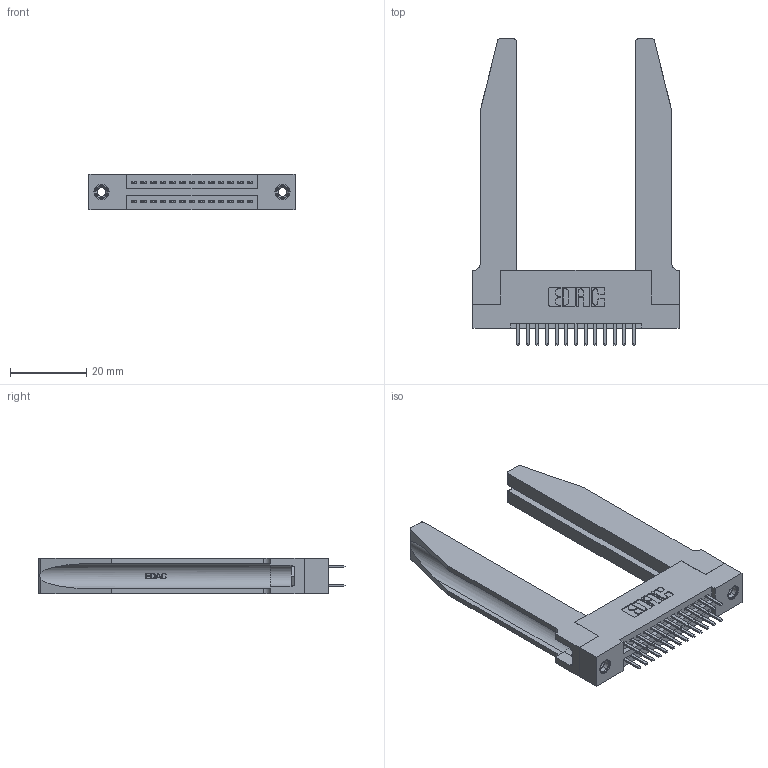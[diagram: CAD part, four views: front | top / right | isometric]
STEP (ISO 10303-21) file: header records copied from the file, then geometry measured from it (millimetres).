
FILE_DESCRIPTION (( 'STEP AP203' ), '1' );
FILE_NAME ('395-026-520-278.STEP', '2019-10-16T17:15:26', ( '' ), ( '' ), 'SwSTEP 2.0', 'SolidWorks 2016', '' );
FILE_SCHEMA (( 'CONFIG_CONTROL_DESIGN' ));
Length unit declared in the file: inch
Products named in the file (5): 345 Part_Flush Mounting Lugs - 0.156 Dia-TH; 345-292-001_345-293-120; 345-250-001_345-250-001-102; 345-220-078_345-220-078; 395-026-520-278
Assembly tree (31 placements, depth 2):
  395-026-520-278
    345 Part_Flush Mounting Lugs - 0.156 Dia-TH
    345-292-001_345-293-120  x26
    345-250-001_345-250-001-102  x2
    345-220-078_345-220-078  x2
Bounding box: 54.25 x 80.64 x 9.4 mm (x, y, z)
Volume: 12760.1 mm3; surface area: 13628.1 mm2
Topology: 31 solids, 31 shells, 1764 faces, 5031 edges, 3274 vertices
Faces by surface type: plane 1132, cylinder 580, bspline 36, cone 12, torus 4
Entity records: 18958 total; most frequent: CARTESIAN_POINT 4135, ORIENTED_EDGE 2954, DIRECTION 2663, EDGE_CURVE 1477, LINE 1195, VECTOR 1195, VERTEX_POINT 976, AXIS2_PLACEMENT_3D 734
